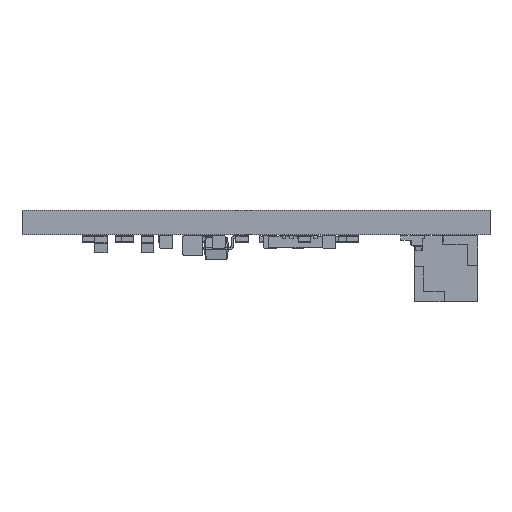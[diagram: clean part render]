
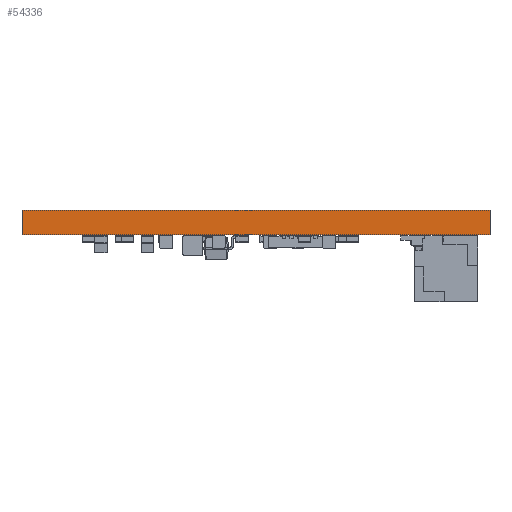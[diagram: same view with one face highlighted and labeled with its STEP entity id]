
A CAD part, front view. The second image highlights one B-rep face of the part: STEP entity #54336.
In plain terms, the highlighted planar face has unit normal (0, -1, 0).
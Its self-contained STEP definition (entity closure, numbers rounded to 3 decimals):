
#54336 = ADVANCED_FACE('',(#54337),#54351,.T.);
#54337 = FACE_BOUND('',#54338,.T.);
#54338 = EDGE_LOOP('',(#54339,#54374,#54402,#54430));
#54339 = ORIENTED_EDGE('',*,*,#54340,.T.);
#54340 = EDGE_CURVE('',#54341,#54343,#54345,.T.);
#54341 = VERTEX_POINT('',#54342);
#54342 = CARTESIAN_POINT('',(165.669,-118.328,0.));
#54343 = VERTEX_POINT('',#54344);
#54344 = CARTESIAN_POINT('',(165.669,-118.328,1.58));
#54345 = SURFACE_CURVE('',#54346,(#54350,#54362),.PCURVE_S1.);
#54346 = LINE('',#54347,#54348);
#54347 = CARTESIAN_POINT('',(165.669,-118.328,0.));
#54348 = VECTOR('',#54349,1.);
#54349 = DIRECTION('',(0.,0.,1.));
#54350 = PCURVE('',#54351,#54356);
#54351 = PLANE('',#54352);
#54352 = AXIS2_PLACEMENT_3D('',#54353,#54354,#54355);
#54353 = CARTESIAN_POINT('',(165.669,-118.328,0.));
#54354 = DIRECTION('',(0.,-1.,0.));
#54355 = DIRECTION('',(-1.,0.,0.));
#54356 = DEFINITIONAL_REPRESENTATION('',(#54357),#54361);
#54357 = LINE('',#54358,#54359);
#54358 = CARTESIAN_POINT('',(0.,-0.));
#54359 = VECTOR('',#54360,1.);
#54360 = DIRECTION('',(0.,-1.));
#54361 = ( GEOMETRIC_REPRESENTATION_CONTEXT(2) 
PARAMETRIC_REPRESENTATION_CONTEXT() REPRESENTATION_CONTEXT('2D SPACE',''
  ) );
#54362 = PCURVE('',#54363,#54368);
#54363 = PLANE('',#54364);
#54364 = AXIS2_PLACEMENT_3D('',#54365,#54366,#54367);
#54365 = CARTESIAN_POINT('',(165.669,-82.272,0.));
#54366 = DIRECTION('',(1.,0.,-0.));
#54367 = DIRECTION('',(0.,-1.,0.));
#54368 = DEFINITIONAL_REPRESENTATION('',(#54369),#54373);
#54369 = LINE('',#54370,#54371);
#54370 = CARTESIAN_POINT('',(36.056,0.));
#54371 = VECTOR('',#54372,1.);
#54372 = DIRECTION('',(0.,-1.));
#54373 = ( GEOMETRIC_REPRESENTATION_CONTEXT(2) 
PARAMETRIC_REPRESENTATION_CONTEXT() REPRESENTATION_CONTEXT('2D SPACE',''
  ) );
#54374 = ORIENTED_EDGE('',*,*,#54375,.T.);
#54375 = EDGE_CURVE('',#54343,#54376,#54378,.T.);
#54376 = VERTEX_POINT('',#54377);
#54377 = CARTESIAN_POINT('',(135.519,-118.328,1.58));
#54378 = SURFACE_CURVE('',#54379,(#54383,#54390),.PCURVE_S1.);
#54379 = LINE('',#54380,#54381);
#54380 = CARTESIAN_POINT('',(165.669,-118.328,1.58));
#54381 = VECTOR('',#54382,1.);
#54382 = DIRECTION('',(-1.,0.,0.));
#54383 = PCURVE('',#54351,#54384);
#54384 = DEFINITIONAL_REPRESENTATION('',(#54385),#54389);
#54385 = LINE('',#54386,#54387);
#54386 = CARTESIAN_POINT('',(0.,-1.58));
#54387 = VECTOR('',#54388,1.);
#54388 = DIRECTION('',(1.,0.));
#54389 = ( GEOMETRIC_REPRESENTATION_CONTEXT(2) 
PARAMETRIC_REPRESENTATION_CONTEXT() REPRESENTATION_CONTEXT('2D SPACE',''
  ) );
#54390 = PCURVE('',#54391,#54396);
#54391 = PLANE('',#54392);
#54392 = AXIS2_PLACEMENT_3D('',#54393,#54394,#54395);
#54393 = CARTESIAN_POINT('',(150.594,-100.3,1.58));
#54394 = DIRECTION('',(-0.,-0.,-1.));
#54395 = DIRECTION('',(-1.,0.,0.));
#54396 = DEFINITIONAL_REPRESENTATION('',(#54397),#54401);
#54397 = LINE('',#54398,#54399);
#54398 = CARTESIAN_POINT('',(-15.075,-18.028));
#54399 = VECTOR('',#54400,1.);
#54400 = DIRECTION('',(1.,0.));
#54401 = ( GEOMETRIC_REPRESENTATION_CONTEXT(2) 
PARAMETRIC_REPRESENTATION_CONTEXT() REPRESENTATION_CONTEXT('2D SPACE',''
  ) );
#54402 = ORIENTED_EDGE('',*,*,#54403,.F.);
#54403 = EDGE_CURVE('',#54404,#54376,#54406,.T.);
#54404 = VERTEX_POINT('',#54405);
#54405 = CARTESIAN_POINT('',(135.519,-118.328,0.));
#54406 = SURFACE_CURVE('',#54407,(#54411,#54418),.PCURVE_S1.);
#54407 = LINE('',#54408,#54409);
#54408 = CARTESIAN_POINT('',(135.519,-118.328,0.));
#54409 = VECTOR('',#54410,1.);
#54410 = DIRECTION('',(0.,0.,1.));
#54411 = PCURVE('',#54351,#54412);
#54412 = DEFINITIONAL_REPRESENTATION('',(#54413),#54417);
#54413 = LINE('',#54414,#54415);
#54414 = CARTESIAN_POINT('',(30.15,0.));
#54415 = VECTOR('',#54416,1.);
#54416 = DIRECTION('',(0.,-1.));
#54417 = ( GEOMETRIC_REPRESENTATION_CONTEXT(2) 
PARAMETRIC_REPRESENTATION_CONTEXT() REPRESENTATION_CONTEXT('2D SPACE',''
  ) );
#54418 = PCURVE('',#54419,#54424);
#54419 = PLANE('',#54420);
#54420 = AXIS2_PLACEMENT_3D('',#54421,#54422,#54423);
#54421 = CARTESIAN_POINT('',(135.519,-118.328,0.));
#54422 = DIRECTION('',(-1.,0.,0.));
#54423 = DIRECTION('',(0.,1.,0.));
#54424 = DEFINITIONAL_REPRESENTATION('',(#54425),#54429);
#54425 = LINE('',#54426,#54427);
#54426 = CARTESIAN_POINT('',(0.,0.));
#54427 = VECTOR('',#54428,1.);
#54428 = DIRECTION('',(0.,-1.));
#54429 = ( GEOMETRIC_REPRESENTATION_CONTEXT(2) 
PARAMETRIC_REPRESENTATION_CONTEXT() REPRESENTATION_CONTEXT('2D SPACE',''
  ) );
#54430 = ORIENTED_EDGE('',*,*,#54431,.F.);
#54431 = EDGE_CURVE('',#54341,#54404,#54432,.T.);
#54432 = SURFACE_CURVE('',#54433,(#54437,#54444),.PCURVE_S1.);
#54433 = LINE('',#54434,#54435);
#54434 = CARTESIAN_POINT('',(165.669,-118.328,0.));
#54435 = VECTOR('',#54436,1.);
#54436 = DIRECTION('',(-1.,0.,0.));
#54437 = PCURVE('',#54351,#54438);
#54438 = DEFINITIONAL_REPRESENTATION('',(#54439),#54443);
#54439 = LINE('',#54440,#54441);
#54440 = CARTESIAN_POINT('',(0.,-0.));
#54441 = VECTOR('',#54442,1.);
#54442 = DIRECTION('',(1.,0.));
#54443 = ( GEOMETRIC_REPRESENTATION_CONTEXT(2) 
PARAMETRIC_REPRESENTATION_CONTEXT() REPRESENTATION_CONTEXT('2D SPACE',''
  ) );
#54444 = PCURVE('',#54445,#54450);
#54445 = PLANE('',#54446);
#54446 = AXIS2_PLACEMENT_3D('',#54447,#54448,#54449);
#54447 = CARTESIAN_POINT('',(150.594,-100.3,0.));
#54448 = DIRECTION('',(-0.,-0.,-1.));
#54449 = DIRECTION('',(-1.,0.,0.));
#54450 = DEFINITIONAL_REPRESENTATION('',(#54451),#54455);
#54451 = LINE('',#54452,#54453);
#54452 = CARTESIAN_POINT('',(-15.075,-18.028));
#54453 = VECTOR('',#54454,1.);
#54454 = DIRECTION('',(1.,0.));
#54455 = ( GEOMETRIC_REPRESENTATION_CONTEXT(2) 
PARAMETRIC_REPRESENTATION_CONTEXT() REPRESENTATION_CONTEXT('2D SPACE',''
  ) );
